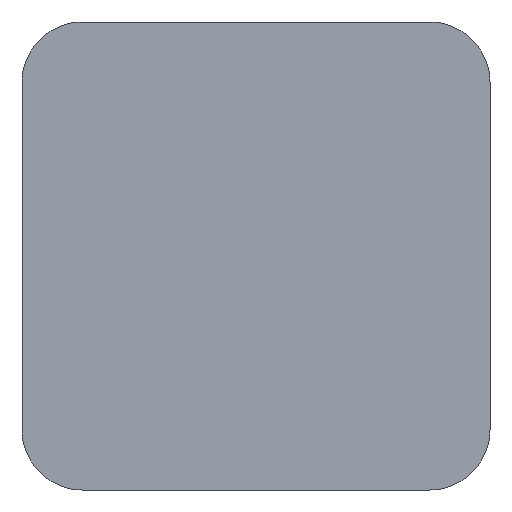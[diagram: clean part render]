
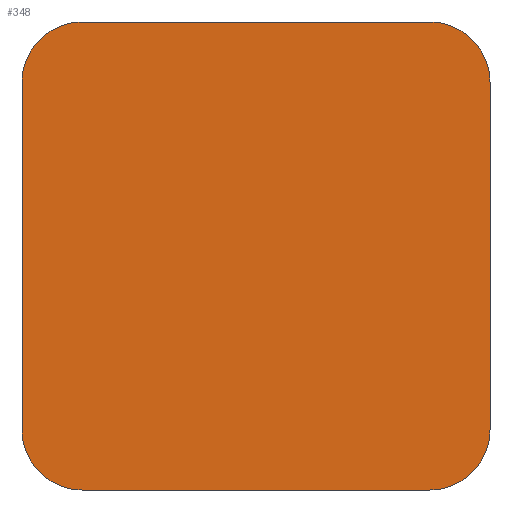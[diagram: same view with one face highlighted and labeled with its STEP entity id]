
A CAD part, front view. The second image highlights one B-rep face of the part: STEP entity #348.
In plain terms, the highlighted planar face has unit normal (0, -1, 0).
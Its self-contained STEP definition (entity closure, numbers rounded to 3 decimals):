
#26=PLANE('',#406);
#45=FACE_OUTER_BOUND('',#65,.T.);
#65=EDGE_LOOP('',(#314,#315,#316,#317,#318,#319,#320,#321));
#84=LINE('',#572,#116);
#88=LINE('',#584,#120);
#92=LINE('',#596,#124);
#96=LINE('',#607,#128);
#116=VECTOR('',#469,10.);
#120=VECTOR('',#481,10.);
#124=VECTOR('',#493,10.);
#128=VECTOR('',#505,10.);
#138=CIRCLE('',#390,4.5);
#140=CIRCLE('',#394,4.5);
#142=CIRCLE('',#398,4.5);
#144=CIRCLE('',#402,4.5);
#162=VERTEX_POINT('',#562);
#163=VERTEX_POINT('',#563);
#166=VERTEX_POINT('',#571);
#168=VERTEX_POINT('',#577);
#170=VERTEX_POINT('',#583);
#172=VERTEX_POINT('',#589);
#174=VERTEX_POINT('',#595);
#176=VERTEX_POINT('',#601);
#202=EDGE_CURVE('',#162,#163,#138,.T.);
#206=EDGE_CURVE('',#166,#162,#84,.T.);
#209=EDGE_CURVE('',#168,#166,#140,.T.);
#212=EDGE_CURVE('',#170,#168,#88,.T.);
#215=EDGE_CURVE('',#172,#170,#142,.T.);
#218=EDGE_CURVE('',#174,#172,#92,.T.);
#221=EDGE_CURVE('',#176,#174,#144,.T.);
#224=EDGE_CURVE('',#163,#176,#96,.T.);
#314=ORIENTED_EDGE('',*,*,#224,.F.);
#315=ORIENTED_EDGE('',*,*,#202,.F.);
#316=ORIENTED_EDGE('',*,*,#206,.F.);
#317=ORIENTED_EDGE('',*,*,#209,.F.);
#318=ORIENTED_EDGE('',*,*,#212,.F.);
#319=ORIENTED_EDGE('',*,*,#215,.F.);
#320=ORIENTED_EDGE('',*,*,#218,.F.);
#321=ORIENTED_EDGE('',*,*,#221,.F.);
#348=ADVANCED_FACE('',(#45),#26,.F.);
#390=AXIS2_PLACEMENT_3D('',#564,#461,#462);
#394=AXIS2_PLACEMENT_3D('',#578,#474,#475);
#398=AXIS2_PLACEMENT_3D('',#590,#486,#487);
#402=AXIS2_PLACEMENT_3D('',#602,#498,#499);
#406=AXIS2_PLACEMENT_3D('',#610,#509,#510);
#461=DIRECTION('center_axis',(0.,1.,0.));
#462=DIRECTION('ref_axis',(-1.,0.,0.));
#469=DIRECTION('',(0.,0.,1.));
#474=DIRECTION('center_axis',(0.,1.,0.));
#475=DIRECTION('ref_axis',(0.,0.,-1.));
#481=DIRECTION('',(-1.,0.,0.));
#486=DIRECTION('center_axis',(0.,1.,0.));
#487=DIRECTION('ref_axis',(1.,0.,0.));
#493=DIRECTION('',(0.,0.,-1.));
#498=DIRECTION('center_axis',(0.,1.,0.));
#499=DIRECTION('ref_axis',(0.,0.,1.));
#505=DIRECTION('',(1.,0.,0.));
#509=DIRECTION('center_axis',(0.,1.,0.));
#510=DIRECTION('ref_axis',(0.,0.,1.));
#562=CARTESIAN_POINT('',(-17.5,0.,13.));
#563=CARTESIAN_POINT('',(-13.,0.,17.5));
#564=CARTESIAN_POINT('Origin',(-13.,0.,13.));
#571=CARTESIAN_POINT('',(-17.5,0.,-13.));
#572=CARTESIAN_POINT('',(-17.5,0.,-13.));
#577=CARTESIAN_POINT('',(-13.,0.,-17.5));
#578=CARTESIAN_POINT('Origin',(-13.,0.,-13.));
#583=CARTESIAN_POINT('',(13.,0.,-17.5));
#584=CARTESIAN_POINT('',(13.,0.,-17.5));
#589=CARTESIAN_POINT('',(17.5,0.,-13.));
#590=CARTESIAN_POINT('Origin',(13.,0.,-13.));
#595=CARTESIAN_POINT('',(17.5,0.,13.));
#596=CARTESIAN_POINT('',(17.5,0.,13.));
#601=CARTESIAN_POINT('',(13.,0.,17.5));
#602=CARTESIAN_POINT('Origin',(13.,0.,13.));
#607=CARTESIAN_POINT('',(-13.,0.,17.5));
#610=CARTESIAN_POINT('Origin',(0.,0.,0.));
